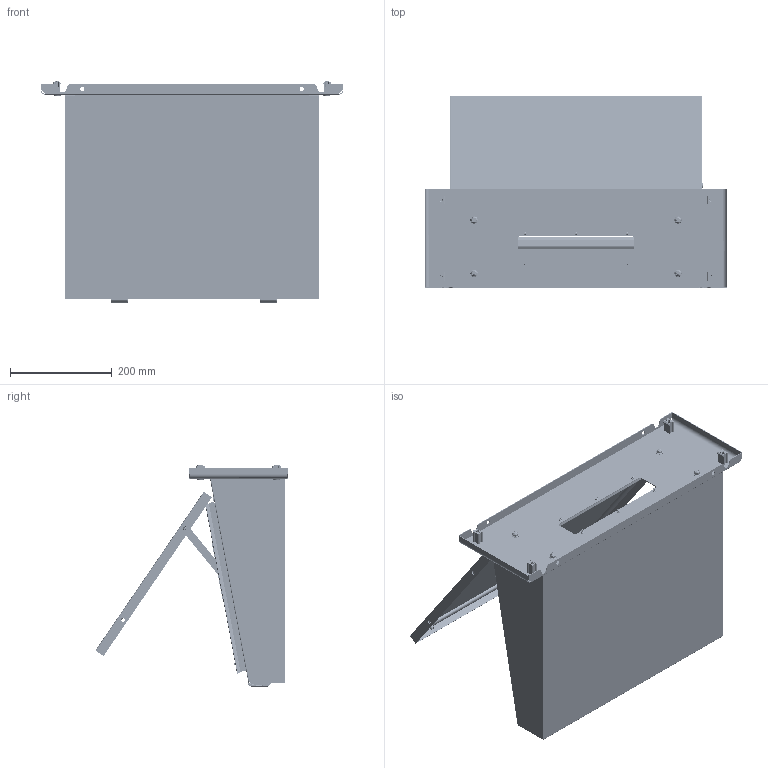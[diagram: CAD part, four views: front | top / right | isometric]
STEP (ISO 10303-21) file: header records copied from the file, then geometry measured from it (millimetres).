
FILE_DESCRIPTION (( 'STEP AP203' ), '1' );
FILE_NAME ('R5LE600.step', '2011-04-05T13:42:10', ( 'User' ), ( 'DKC' ), 'SwSTEP 2.0', 'SolidWorks 2011', '' );
FILE_SCHEMA (( 'CONFIG_CONTROL_DESIGN' ));
Products named in the file (37): AC00C318_AC00C318; Nut M5_Nut M5; Lock washer DIN 6799 - 7_Lock washer DIN 6799 - 7; Lock washer DIN 6799 - 4_Lock washer DIN 6799 - 4; Flange nut M6_ISO 7044-M6-S; Screw M5 x 12 PFH_Screw M5 x 12 PFH; Flange Nut M5_Flange Nut M5; Vite M5x10 AC00C274_Vite M5x10 AC00C274; AC00C279_AC00C279; bar AC00C278_Default; Asta sostegno portina mensola AC00C452; Guarnizione perno per cerniere AC00C409; perno AC00C401_AC00C401; Tapping screw 4.2x16_Tapping screw 4.2x16; end-cap_AC00C061; land; sealant for desking door_500x600; CERNIERA AC00C399_Default; CERNIERA AC00C398; blocchetto fissaggio cerniera AC00C354_AC00C354; Rounded head screw with cross slot M6 x 12_ISO 7045 - M6 x 12 - Z --- 12S; MOLLA AC00C344_AC00C344; Handle for desk; AC00C348; Hex Flange Bolt M6x10_ISO 4162 - M6 x 12 x 12-S; Piastrina AC00C347; Inserto a doppio pettine AC00C443_AC00C343; BASETTA ESTERNA PER BOX AC00C503_AC00C503; AC00C172 new_Default; Mensola leggio per quadro, porta superiore_600; Mensola leggio per quadro, fianco sinistro_QB09C277; Mensola leggio per quadro, fianco destro_QB09C276; Mensola leggio per quadro, traversa frontale_600; Mensola leggio per quadro, traversa superiore_600; Mensola leggio per quadro, pannello posteriore_600; R5LE600; Tapping screw 4.8x9.5 AC00C352_AC00C352
Assembly tree (73 placements, depth 3):
  R5LE600
    AC00C172 new_Default  x4
    Rounded head screw with cross slot M6 x 12_ISO 7045 - M6 x 12 - Z --- 12S  x8
    Lock washer DIN 6799 - 4_Lock washer DIN 6799 - 4
    Tapping screw 4.2x16_Tapping screw 4.2x16  x4
    perno AC00C401_AC00C401  x2
    Vite M5x10 AC00C274_Vite M5x10 AC00C274  x2
    Tapping screw 4.8x9.5 AC00C352_AC00C352  x6
    Flange nut M6_ISO 7044-M6-S  x4
    CERNIERA AC00C399_Default  x2
    end-cap_AC00C061  x3
    CERNIERA AC00C398  x2
    blocchetto fissaggio cerniera AC00C354_AC00C354  x2
    Asta sostegno portina mensola AC00C452
    Screw M5 x 12 PFH_Screw M5 x 12 PFH
    Flange Nut M5_Flange Nut M5  x2
    Mensola leggio per quadro, fianco sinistro_QB09C277
    Mensola leggio per quadro, fianco destro_QB09C276
    AC00C318_AC00C318  x2
    Mensola leggio per quadro, pannello posteriore_600
    MOLLA AC00C344_AC00C344  x2
    Nut M5_Nut M5
    sealant for desking door_500x600
    Mensola leggio per quadro, porta superiore_600
    land  x5
    Mensola leggio per quadro, traversa frontale_600
    Mensola leggio per quadro, traversa superiore_600
    Lock washer DIN 6799 - 7_Lock washer DIN 6799 - 7
    bar AC00C278_Default
    Handle for desk  x2
      AC00C348
      Hex Flange Bolt M6x10_ISO 4162 - M6 x 12 x 12-S
      Piastrina AC00C347
      Inserto a doppio pettine AC00C443_AC00C343
      BASETTA ESTERNA PER BOX AC00C503_AC00C503
    AC00C279_AC00C279
    Guarnizione perno per cerniere AC00C409  x2
Bounding box: 594 x 377.62 x 434 mm (x, y, z)
Volume: 1520406 mm3; surface area: 1734873.3 mm2
Topology: 99 solids, 99 shells, 6545 faces, 17051 edges, 10780 vertices
Faces by surface type: plane 1706, bspline 1677, cylinder 1624, cone 1318, torus 154, sphere 66
Entity records: 152339 total; most frequent: CARTESIAN_POINT 90553, ORIENTED_EDGE 12550, DIRECTION 11059, EDGE_CURVE 6275, AXIS2_PLACEMENT_3D 4050, VERTEX_POINT 3944, VECTOR 2959, LINE 2959
